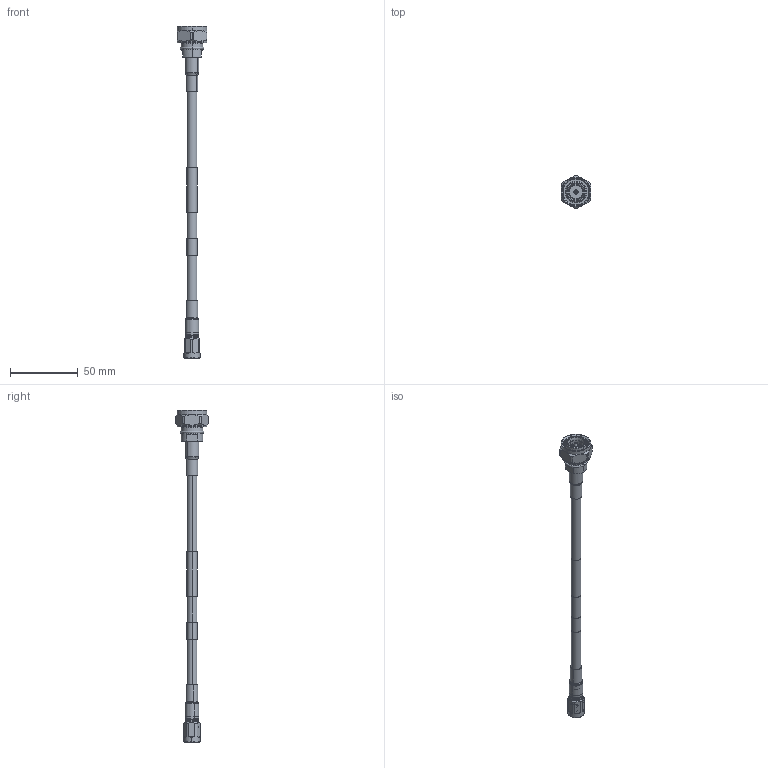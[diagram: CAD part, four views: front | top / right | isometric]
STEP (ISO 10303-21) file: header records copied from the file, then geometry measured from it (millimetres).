
FILE_DESCRIPTION (( 'STEP AP214' ), '1' );
FILE_NAME ('FMCA1933_3D.step', '2025-07-24T19:23:01', ( '' ), ( '' ), 'SwSTEP 2.0', 'SolidWorks 2022', '' );
FILE_SCHEMA (( 'AUTOMOTIVE_DESIGN' ));
Length unit declared in the file: inch
Products named in the file (6): TC-250-4310M-LP; FMCA1933_3D; TC-250-NX10M-LP-LC; HeatShrink_CA-300_3; TC-250-4310M-LP_body; spp-250-llpl_WITH LABEL & PIM
Assembly tree (6 placements, depth 3):
  FMCA1933_3D
    spp-250-llpl_WITH LABEL & PIM
    HeatShrink_CA-300_3  x2
    TC-250-NX10M-LP-LC
    TC-250-4310M-LP
      TC-250-4310M-LP_body
Bounding box: 22 x 24.5 x 244.96 mm (x, y, z)
Volume: 15832.4 mm3; surface area: 13730.2 mm2
Topology: 5 solids, 5 shells, 389 faces, 863 edges, 518 vertices
Faces by surface type: cylinder 127, cone 118, plane 90, torus 54
Entity records: 10968 total; most frequent: CARTESIAN_POINT 2275, DIRECTION 1927, ORIENTED_EDGE 1638, EDGE_CURVE 819, AXIS2_PLACEMENT_3D 807, VERTEX_POINT 494, CIRCLE 430, EDGE_LOOP 403
